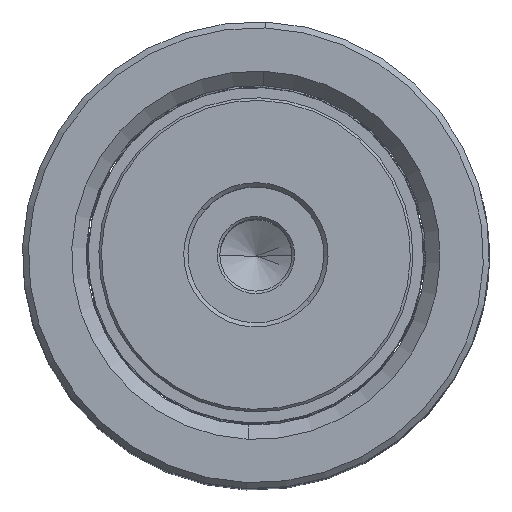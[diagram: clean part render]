
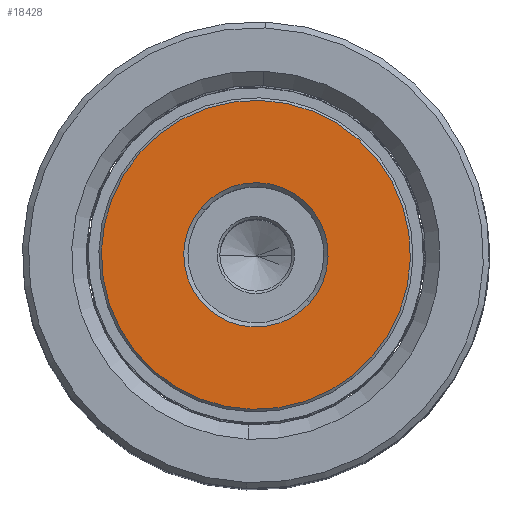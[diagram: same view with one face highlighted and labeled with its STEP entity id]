
A CAD part, top view. The second image highlights one B-rep face of the part: STEP entity #18428.
In plain terms, the highlighted face is planar.
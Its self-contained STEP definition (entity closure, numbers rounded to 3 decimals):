
#1169 = FACE_BOUND ( 'NONE', #13816, .T. ) ;
#1598 = DIRECTION ( 'NONE',  ( 0., 0., -1. ) ) ;
#3418 = DIRECTION ( 'NONE',  ( 1., 0., 0. ) ) ;
#4387 = VERTEX_POINT ( 'NONE', #32646 ) ;
#5526 = AXIS2_PLACEMENT_3D ( 'NONE', #32769, #17742, #3418 ) ;
#6458 = ORIENTED_EDGE ( 'NONE', *, *, #7593, .T. ) ;
#7593 = EDGE_CURVE ( 'NONE', #31760, #9755, #35845, .T. ) ;
#8206 = EDGE_LOOP ( 'NONE', ( #46313, #9431 ) ) ;
#8601 = EDGE_CURVE ( 'NONE', #4387, #36646, #45925, .T. ) ;
#9431 = ORIENTED_EDGE ( 'NONE', *, *, #8601, .T. ) ;
#9755 = VERTEX_POINT ( 'NONE', #27119 ) ;
#9944 = CARTESIAN_POINT ( 'NONE',  ( 18.2, 0., 0. ) ) ;
#12129 = CARTESIAN_POINT ( 'NONE',  ( 0., 0., 0. ) ) ;
#12865 = DIRECTION ( 'NONE',  ( 1., 0., 0. ) ) ;
#13816 = EDGE_LOOP ( 'NONE', ( #33304, #6458 ) ) ;
#15291 = AXIS2_PLACEMENT_3D ( 'NONE', #41138, #45128, #12865 ) ;
#16393 = FACE_OUTER_BOUND ( 'NONE', #8206, .T. ) ;
#16952 = AXIS2_PLACEMENT_3D ( 'NONE', #12129, #40839, #37378 ) ;
#17574 = AXIS2_PLACEMENT_3D ( 'NONE', #40883, #1598, #26821 ) ;
#17742 = DIRECTION ( 'NONE',  ( 0., 0., 1. ) ) ;
#18038 = CARTESIAN_POINT ( 'NONE',  ( 0., 0., 0. ) ) ;
#18428 = ADVANCED_FACE ( 'NONE', ( #16393, #1169 ), #39395, .F. ) ;
#19907 = DIRECTION ( 'NONE',  ( 0., 0., -1. ) ) ;
#20714 = EDGE_CURVE ( 'NONE', #9755, #31760, #36709, .T. ) ;
#20897 = AXIS2_PLACEMENT_3D ( 'NONE', #18038, #19907, #35903 ) ;
#24528 = CIRCLE ( 'NONE', #20897, 18.2 ) ;
#26821 = DIRECTION ( 'NONE',  ( 1., 0., 0. ) ) ;
#27119 = CARTESIAN_POINT ( 'NONE',  ( -8.5, 0., 0. ) ) ;
#28894 = EDGE_CURVE ( 'NONE', #36646, #4387, #24528, .T. ) ;
#31760 = VERTEX_POINT ( 'NONE', #44810 ) ;
#32646 = CARTESIAN_POINT ( 'NONE',  ( -18.2, 0., 0. ) ) ;
#32769 = CARTESIAN_POINT ( 'NONE',  ( 0., 0., 0. ) ) ;
#33304 = ORIENTED_EDGE ( 'NONE', *, *, #20714, .T. ) ;
#35845 = CIRCLE ( 'NONE', #16952, 8.5 ) ;
#35903 = DIRECTION ( 'NONE',  ( 1., 0., 0. ) ) ;
#36646 = VERTEX_POINT ( 'NONE', #9944 ) ;
#36709 = CIRCLE ( 'NONE', #15291, 8.5 ) ;
#37378 = DIRECTION ( 'NONE',  ( 1., 0., 0. ) ) ;
#39395 = PLANE ( 'NONE',  #5526 ) ;
#40839 = DIRECTION ( 'NONE',  ( 0., 0., 1. ) ) ;
#40883 = CARTESIAN_POINT ( 'NONE',  ( 0., 0., 0. ) ) ;
#41138 = CARTESIAN_POINT ( 'NONE',  ( 0., 0., 0. ) ) ;
#44810 = CARTESIAN_POINT ( 'NONE',  ( 8.5, 0., 0. ) ) ;
#45128 = DIRECTION ( 'NONE',  ( 0., 0., 1. ) ) ;
#45925 = CIRCLE ( 'NONE', #17574, 18.2 ) ;
#46313 = ORIENTED_EDGE ( 'NONE', *, *, #28894, .T. ) ;
